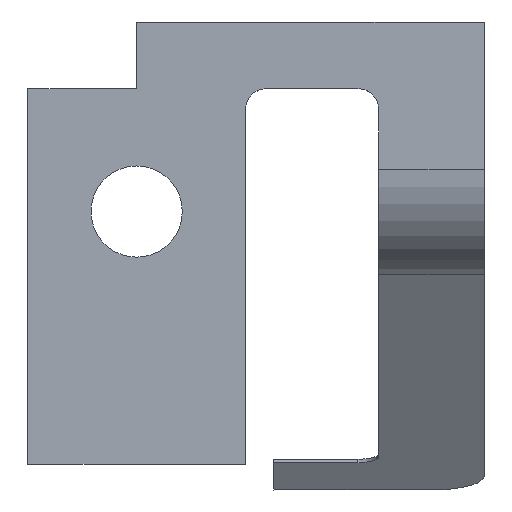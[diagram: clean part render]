
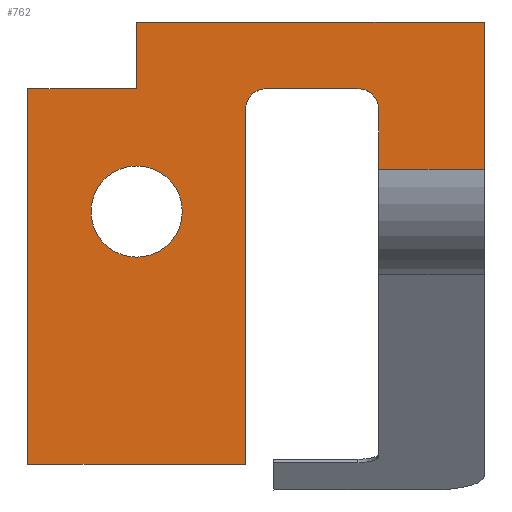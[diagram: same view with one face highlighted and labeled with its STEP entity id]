
A CAD part, top view. The second image highlights one B-rep face of the part: STEP entity #762.
In plain terms, the highlighted planar face has unit normal (0, 0, 1).
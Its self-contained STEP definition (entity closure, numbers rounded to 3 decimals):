
#25 = CARTESIAN_POINT ( 'NONE',  ( -3.1, 3.5, 0. ) ) ;
#32 = CARTESIAN_POINT ( 'NONE',  ( 0., 0., 0. ) ) ;
#33 = VECTOR ( 'NONE', #239, 1000. ) ;
#34 = CARTESIAN_POINT ( 'NONE',  ( 0., 5.4, 0. ) ) ;
#39 = CARTESIAN_POINT ( 'NONE',  ( 6.9, 1.2, 0. ) ) ;
#50 = DIRECTION ( 'NONE',  ( 0., 0., -1. ) ) ;
#54 = CARTESIAN_POINT ( 'NONE',  ( 9.9, 1.2, 0. ) ) ;
#60 = VERTEX_POINT ( 'NONE', #25 ) ;
#66 = ORIENTED_EDGE ( 'NONE', *, *, #854, .F. ) ;
#69 = ORIENTED_EDGE ( 'NONE', *, *, #317, .T. ) ;
#74 = VERTEX_POINT ( 'NONE', #574 ) ;
#78 = DIRECTION ( 'NONE',  ( 0., -1., 0. ) ) ;
#90 = LINE ( 'NONE', #34, #369 ) ;
#97 = DIRECTION ( 'NONE',  ( 1., 0., 0. ) ) ;
#103 = CIRCLE ( 'NONE', #423, 1.3 ) ;
#110 = DIRECTION ( 'NONE',  ( 0., 0., 1. ) ) ;
#111 = LINE ( 'NONE', #39, #823 ) ;
#113 = CARTESIAN_POINT ( 'NONE',  ( 0., 0., 0. ) ) ;
#115 = VERTEX_POINT ( 'NONE', #301 ) ;
#124 = EDGE_CURVE ( 'NONE', #640, #806, #103, .T. ) ;
#125 = CARTESIAN_POINT ( 'NONE',  ( 3.7, 3.5, 0. ) ) ;
#132 = VERTEX_POINT ( 'NONE', #449 ) ;
#140 = EDGE_CURVE ( 'NONE', #115, #132, #467, .T. ) ;
#145 = VERTEX_POINT ( 'NONE', #661 ) ;
#146 = CARTESIAN_POINT ( 'NONE',  ( 0., 5.4, 0. ) ) ;
#164 = DIRECTION ( 'NONE',  ( 0., 0., 1. ) ) ;
#173 = VERTEX_POINT ( 'NONE', #54 ) ;
#187 = LINE ( 'NONE', #461, #706 ) ;
#194 = AXIS2_PLACEMENT_3D ( 'NONE', #295, #841, #853 ) ;
#197 = LINE ( 'NONE', #818, #308 ) ;
#206 = CARTESIAN_POINT ( 'NONE',  ( 0., 5.4, 0. ) ) ;
#212 = FACE_BOUND ( 'NONE', #855, .T. ) ;
#216 = CARTESIAN_POINT ( 'NONE',  ( -1.3, 0., 0. ) ) ;
#220 = EDGE_CURVE ( 'NONE', #145, #115, #187, .T. ) ;
#227 = LINE ( 'NONE', #367, #572 ) ;
#231 = CARTESIAN_POINT ( 'NONE',  ( -3.1, -7.2, 0. ) ) ;
#234 = CARTESIAN_POINT ( 'NONE',  ( 9.9, 5.4, 0. ) ) ;
#239 = DIRECTION ( 'NONE',  ( 0., -1., 0. ) ) ;
#247 = CARTESIAN_POINT ( 'NONE',  ( 3.7, 2.9, 0. ) ) ;
#254 = DIRECTION ( 'NONE',  ( 1., 0., 0. ) ) ;
#257 = ORIENTED_EDGE ( 'NONE', *, *, #502, .T. ) ;
#264 = AXIS2_PLACEMENT_3D ( 'NONE', #650, #575, #365 ) ;
#269 = CARTESIAN_POINT ( 'NONE',  ( 6.9, 2.9, 0. ) ) ;
#271 = EDGE_CURVE ( 'NONE', #74, #60, #197, .T. ) ;
#272 = CARTESIAN_POINT ( 'NONE',  ( 6.3, 3.5, 0. ) ) ;
#292 = VECTOR ( 'NONE', #78, 1000. ) ;
#295 = CARTESIAN_POINT ( 'NONE',  ( 6.3, 2.9, 0. ) ) ;
#301 = CARTESIAN_POINT ( 'NONE',  ( 3.1, 2.9, 0. ) ) ;
#302 = DIRECTION ( 'NONE',  ( 1., 0., 0. ) ) ;
#308 = VECTOR ( 'NONE', #403, 1000. ) ;
#315 = VERTEX_POINT ( 'NONE', #269 ) ;
#317 = EDGE_CURVE ( 'NONE', #737, #74, #476, .T. ) ;
#320 = ORIENTED_EDGE ( 'NONE', *, *, #494, .T. ) ;
#329 = ORIENTED_EDGE ( 'NONE', *, *, #220, .T. ) ;
#340 = ORIENTED_EDGE ( 'NONE', *, *, #787, .T. ) ;
#354 = DIRECTION ( 'NONE',  ( -1., 0., 0. ) ) ;
#365 = DIRECTION ( 'NONE',  ( -1., 0., 0. ) ) ;
#367 = CARTESIAN_POINT ( 'NONE',  ( 6.9, 2.9, 0. ) ) ;
#369 = VECTOR ( 'NONE', #354, 1000. ) ;
#375 = EDGE_CURVE ( 'NONE', #595, #737, #90, .T. ) ;
#384 = VECTOR ( 'NONE', #97, 1000. ) ;
#400 = LINE ( 'NONE', #234, #424 ) ;
#401 = VERTEX_POINT ( 'NONE', #639 ) ;
#403 = DIRECTION ( 'NONE',  ( -1., 0., 0. ) ) ;
#413 = ORIENTED_EDGE ( 'NONE', *, *, #468, .T. ) ;
#417 = EDGE_CURVE ( 'NONE', #315, #401, #227, .T. ) ;
#423 = AXIS2_PLACEMENT_3D ( 'NONE', #113, #110, #724 ) ;
#424 = VECTOR ( 'NONE', #507, 1000. ) ;
#440 = CARTESIAN_POINT ( 'NONE',  ( 1.3, 0., 0. ) ) ;
#446 = ORIENTED_EDGE ( 'NONE', *, *, #124, .F. ) ;
#449 = CARTESIAN_POINT ( 'NONE',  ( 3.7, 3.5, 0. ) ) ;
#461 = CARTESIAN_POINT ( 'NONE',  ( 3.1, -7.2, 0. ) ) ;
#462 = ORIENTED_EDGE ( 'NONE', *, *, #375, .T. ) ;
#465 = ORIENTED_EDGE ( 'NONE', *, *, #140, .T. ) ;
#467 = CIRCLE ( 'NONE', #718, 0.6 ) ;
#468 = EDGE_CURVE ( 'NONE', #815, #145, #710, .T. ) ;
#470 = ORIENTED_EDGE ( 'NONE', *, *, #838, .T. ) ;
#473 = CARTESIAN_POINT ( 'NONE',  ( -3.1, 3.5, 0. ) ) ;
#476 = LINE ( 'NONE', #206, #292 ) ;
#487 = FACE_OUTER_BOUND ( 'NONE', #847, .T. ) ;
#494 = EDGE_CURVE ( 'NONE', #132, #750, #785, .T. ) ;
#502 = EDGE_CURVE ( 'NONE', #60, #815, #681, .T. ) ;
#507 = DIRECTION ( 'NONE',  ( 0., 1., 0. ) ) ;
#546 = ORIENTED_EDGE ( 'NONE', *, *, #602, .T. ) ;
#563 = DIRECTION ( 'NONE',  ( 0., -1., 0. ) ) ;
#569 = CARTESIAN_POINT ( 'NONE',  ( -3.1, -7.2, 0. ) ) ;
#572 = VECTOR ( 'NONE', #563, 1000. ) ;
#574 = CARTESIAN_POINT ( 'NONE',  ( 0., 3.5, 0. ) ) ;
#575 = DIRECTION ( 'NONE',  ( 0., 0., -1. ) ) ;
#584 = CIRCLE ( 'NONE', #264, 0.6 ) ;
#591 = ORIENTED_EDGE ( 'NONE', *, *, #417, .T. ) ;
#595 = VERTEX_POINT ( 'NONE', #745 ) ;
#602 = EDGE_CURVE ( 'NONE', #173, #595, #400, .T. ) ;
#639 = CARTESIAN_POINT ( 'NONE',  ( 6.9, 1.2, 0. ) ) ;
#640 = VERTEX_POINT ( 'NONE', #216 ) ;
#650 = CARTESIAN_POINT ( 'NONE',  ( 6.3, 2.9, 0. ) ) ;
#661 = CARTESIAN_POINT ( 'NONE',  ( 3.1, -7.2, 0. ) ) ;
#673 = AXIS2_PLACEMENT_3D ( 'NONE', #32, #164, #302 ) ;
#681 = LINE ( 'NONE', #473, #33 ) ;
#706 = VECTOR ( 'NONE', #736, 1000. ) ;
#710 = LINE ( 'NONE', #231, #384 ) ;
#718 = AXIS2_PLACEMENT_3D ( 'NONE', #247, #50, #731 ) ;
#724 = DIRECTION ( 'NONE',  ( 1., 0., 0. ) ) ;
#726 = ORIENTED_EDGE ( 'NONE', *, *, #271, .T. ) ;
#731 = DIRECTION ( 'NONE',  ( -1., 0., 0. ) ) ;
#736 = DIRECTION ( 'NONE',  ( 0., 1., 0. ) ) ;
#737 = VERTEX_POINT ( 'NONE', #146 ) ;
#745 = CARTESIAN_POINT ( 'NONE',  ( 9.9, 5.4, 0. ) ) ;
#750 = VERTEX_POINT ( 'NONE', #272 ) ;
#762 = ADVANCED_FACE ( 'NONE', ( #212, #487 ), #829, .F. ) ;
#785 = LINE ( 'NONE', #125, #837 ) ;
#787 = EDGE_CURVE ( 'NONE', #750, #315, #584, .T. ) ;
#806 = VERTEX_POINT ( 'NONE', #440 ) ;
#815 = VERTEX_POINT ( 'NONE', #569 ) ;
#818 = CARTESIAN_POINT ( 'NONE',  ( 0., 3.5, 0. ) ) ;
#823 = VECTOR ( 'NONE', #836, 1000. ) ;
#829 = PLANE ( 'NONE',  #194 ) ;
#835 = CIRCLE ( 'NONE', #673, 1.3 ) ;
#836 = DIRECTION ( 'NONE',  ( 1., 0., 0. ) ) ;
#837 = VECTOR ( 'NONE', #254, 1000. ) ;
#838 = EDGE_CURVE ( 'NONE', #401, #173, #111, .T. ) ;
#841 = DIRECTION ( 'NONE',  ( 0., 0., -1. ) ) ;
#847 = EDGE_LOOP ( 'NONE', ( #462, #69, #726, #257, #413, #329, #465, #320, #340, #591, #470, #546 ) ) ;
#853 = DIRECTION ( 'NONE',  ( -1., 0., 0. ) ) ;
#854 = EDGE_CURVE ( 'NONE', #806, #640, #835, .T. ) ;
#855 = EDGE_LOOP ( 'NONE', ( #66, #446 ) ) ;
